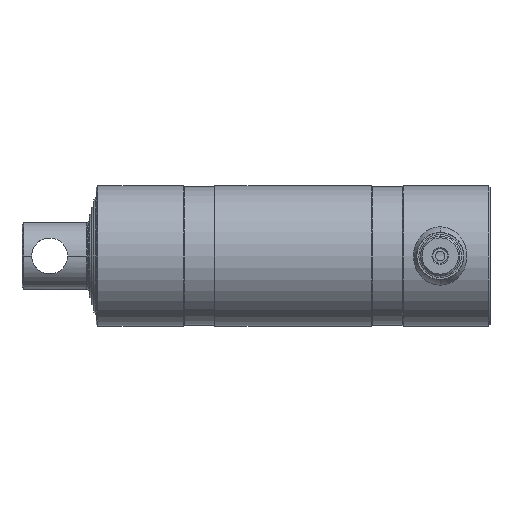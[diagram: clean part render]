
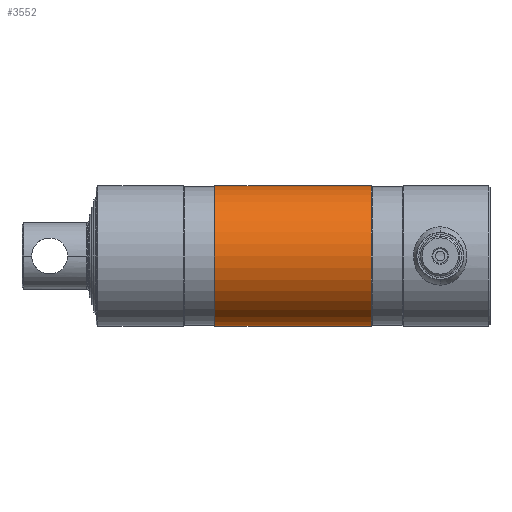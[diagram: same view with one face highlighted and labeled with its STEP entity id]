
A CAD part, left-side view. The second image highlights one B-rep face of the part: STEP entity #3552.
In plain terms, the highlighted cylindrical face has radius 88.9 mm (diameter 177.8 mm), a partial arc.
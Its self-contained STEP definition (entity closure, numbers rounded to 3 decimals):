
#208 = EDGE_CURVE ( 'NONE', #6843, #2797, #2906, .T. ) ;
#397 = CARTESIAN_POINT ( 'NONE',  ( 0., 348., -88.9 ) ) ;
#468 = DIRECTION ( 'NONE',  ( 0., -1., 0. ) ) ;
#593 = LINE ( 'NONE', #4750, #8002 ) ;
#763 = AXIS2_PLACEMENT_3D ( 'NONE', #2608, #5477, #7661 ) ;
#1209 = CARTESIAN_POINT ( 'NONE',  ( 0., 150., 88.9 ) ) ;
#1436 = AXIS2_PLACEMENT_3D ( 'NONE', #7627, #3281, #8353 ) ;
#1557 = CARTESIAN_POINT ( 'NONE',  ( 0., 150., -88.9 ) ) ;
#1570 = CARTESIAN_POINT ( 'NONE',  ( 0., 348., 88.9 ) ) ;
#1592 = FACE_OUTER_BOUND ( 'NONE', #2959, .T. ) ;
#1715 = AXIS2_PLACEMENT_3D ( 'NONE', #7229, #2020, #2202 ) ;
#2020 = DIRECTION ( 'NONE',  ( 0., -1., 0. ) ) ;
#2071 = EDGE_CURVE ( 'NONE', #6697, #2502, #2411, .T. ) ;
#2202 = DIRECTION ( 'NONE',  ( 0., 0., -1. ) ) ;
#2411 = CIRCLE ( 'NONE', #1436, 88.9 ) ;
#2502 = VERTEX_POINT ( 'NONE', #397 ) ;
#2608 = CARTESIAN_POINT ( 'NONE',  ( 0., -26.623, 0. ) ) ;
#2797 = VERTEX_POINT ( 'NONE', #1557 ) ;
#2906 = CIRCLE ( 'NONE', #1715, 88.9 ) ;
#2959 = EDGE_LOOP ( 'NONE', ( #5044, #7568, #8338, #8482 ) ) ;
#3281 = DIRECTION ( 'NONE',  ( 0., -1., 0. ) ) ;
#3498 = CYLINDRICAL_SURFACE ( 'NONE', #763, 88.9 ) ;
#3502 = EDGE_CURVE ( 'NONE', #2502, #2797, #593, .T. ) ;
#3552 = ADVANCED_FACE ( 'NONE', ( #1592 ), #3498, .T. ) ;
#4750 = CARTESIAN_POINT ( 'NONE',  ( 0., -26.623, -88.9 ) ) ;
#5044 = ORIENTED_EDGE ( 'NONE', *, *, #7716, .F. ) ;
#5477 = DIRECTION ( 'NONE',  ( 0., -1., 0. ) ) ;
#5527 = VECTOR ( 'NONE', #6690, 1000. ) ;
#5714 = LINE ( 'NONE', #5943, #5527 ) ;
#5943 = CARTESIAN_POINT ( 'NONE',  ( 0., -26.623, 88.9 ) ) ;
#6690 = DIRECTION ( 'NONE',  ( 0., -1., 0. ) ) ;
#6697 = VERTEX_POINT ( 'NONE', #1570 ) ;
#6843 = VERTEX_POINT ( 'NONE', #1209 ) ;
#7229 = CARTESIAN_POINT ( 'NONE',  ( 0., 150., 0. ) ) ;
#7568 = ORIENTED_EDGE ( 'NONE', *, *, #2071, .T. ) ;
#7627 = CARTESIAN_POINT ( 'NONE',  ( 0., 348., 0. ) ) ;
#7661 = DIRECTION ( 'NONE',  ( 0., 0., -1. ) ) ;
#7716 = EDGE_CURVE ( 'NONE', #6697, #6843, #5714, .T. ) ;
#8002 = VECTOR ( 'NONE', #468, 1000. ) ;
#8338 = ORIENTED_EDGE ( 'NONE', *, *, #3502, .T. ) ;
#8353 = DIRECTION ( 'NONE',  ( 0., 0., -1. ) ) ;
#8482 = ORIENTED_EDGE ( 'NONE', *, *, #208, .F. ) ;
